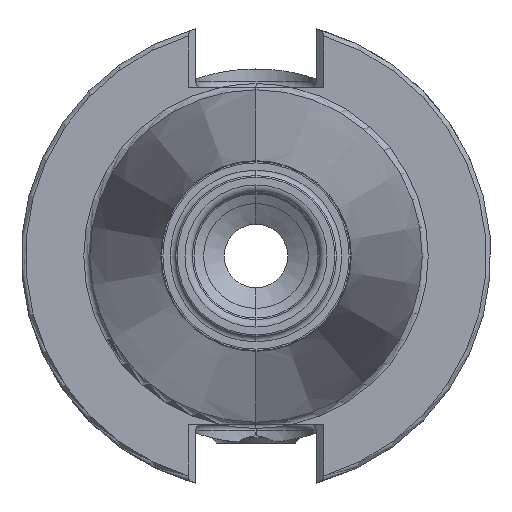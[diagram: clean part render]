
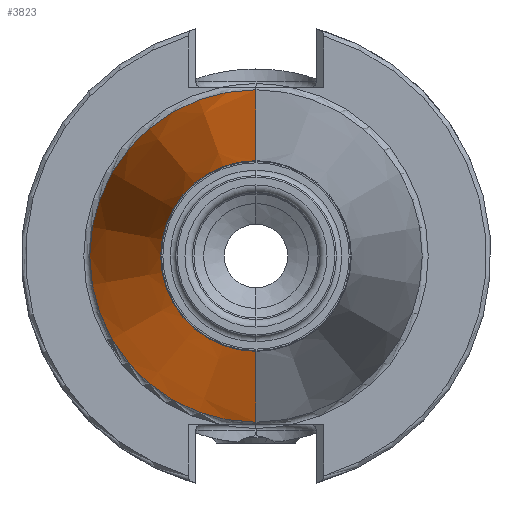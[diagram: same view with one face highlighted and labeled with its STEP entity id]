
A CAD part, left-side view. The second image highlights one B-rep face of the part: STEP entity #3823.
In plain terms, the highlighted conical face has half-angle 8.297 degrees and reference radius 22.225 mm.
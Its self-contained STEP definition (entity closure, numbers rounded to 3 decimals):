
#87 = DIRECTION ( 'NONE',  ( 0.99, 0., 0.144 ) ) ;
#327 = CIRCLE ( 'NONE', #506, 12.748 ) ;
#374 = CARTESIAN_POINT ( 'NONE',  ( 0., 0., 22.225 ) ) ;
#415 = VECTOR ( 'NONE', #87, 1000. ) ;
#477 = ORIENTED_EDGE ( 'NONE', *, *, #3161, .F. ) ;
#506 = AXIS2_PLACEMENT_3D ( 'NONE', #3653, #3262, #2104 ) ;
#1089 = ORIENTED_EDGE ( 'NONE', *, *, #1712, .F. ) ;
#1148 = AXIS2_PLACEMENT_3D ( 'NONE', #4754, #1249, #1939 ) ;
#1201 = CARTESIAN_POINT ( 'NONE',  ( 0., 0., 22.225 ) ) ;
#1249 = DIRECTION ( 'NONE',  ( -1., 0., 0. ) ) ;
#1397 = AXIS2_PLACEMENT_3D ( 'NONE', #2815, #3148, #3587 ) ;
#1579 = EDGE_CURVE ( 'NONE', #3709, #1862, #2053, .T. ) ;
#1712 = EDGE_CURVE ( 'NONE', #4128, #1862, #2143, .T. ) ;
#1862 = VERTEX_POINT ( 'NONE', #4736 ) ;
#1885 = ORIENTED_EDGE ( 'NONE', *, *, #1579, .T. ) ;
#1939 = DIRECTION ( 'NONE',  ( 0., 0., 1. ) ) ;
#1994 = EDGE_CURVE ( 'NONE', #3411, #3709, #2406, .T. ) ;
#2053 = CIRCLE ( 'NONE', #1148, 22.225 ) ;
#2104 = DIRECTION ( 'NONE',  ( 0., 0., 1. ) ) ;
#2143 = LINE ( 'NONE', #3275, #2221 ) ;
#2221 = VECTOR ( 'NONE', #3644, 1000. ) ;
#2238 = CARTESIAN_POINT ( 'NONE',  ( -64.988, 0., -12.748 ) ) ;
#2406 = LINE ( 'NONE', #374, #415 ) ;
#2815 = CARTESIAN_POINT ( 'NONE',  ( 0., 0., 0. ) ) ;
#3148 = DIRECTION ( 'NONE',  ( 1., 0., 0. ) ) ;
#3161 = EDGE_CURVE ( 'NONE', #3411, #4128, #327, .T. ) ;
#3262 = DIRECTION ( 'NONE',  ( -1., 0., 0. ) ) ;
#3275 = CARTESIAN_POINT ( 'NONE',  ( 0., 0., -22.225 ) ) ;
#3411 = VERTEX_POINT ( 'NONE', #3732 ) ;
#3587 = DIRECTION ( 'NONE',  ( 0., 0., -1. ) ) ;
#3644 = DIRECTION ( 'NONE',  ( 0.99, 0., -0.144 ) ) ;
#3653 = CARTESIAN_POINT ( 'NONE',  ( -64.988, 0., 0. ) ) ;
#3709 = VERTEX_POINT ( 'NONE', #1201 ) ;
#3732 = CARTESIAN_POINT ( 'NONE',  ( -64.988, 0., 12.748 ) ) ;
#3823 = ADVANCED_FACE ( 'NONE', ( #4400 ), #4194, .T. ) ;
#4128 = VERTEX_POINT ( 'NONE', #2238 ) ;
#4194 = CONICAL_SURFACE ( 'NONE', #1397, 22.225, 0.145 ) ;
#4260 = EDGE_LOOP ( 'NONE', ( #477, #4907, #1885, #1089 ) ) ;
#4400 = FACE_OUTER_BOUND ( 'NONE', #4260, .T. ) ;
#4736 = CARTESIAN_POINT ( 'NONE',  ( 0., 0., -22.225 ) ) ;
#4754 = CARTESIAN_POINT ( 'NONE',  ( 0., 0., 0. ) ) ;
#4907 = ORIENTED_EDGE ( 'NONE', *, *, #1994, .T. ) ;
